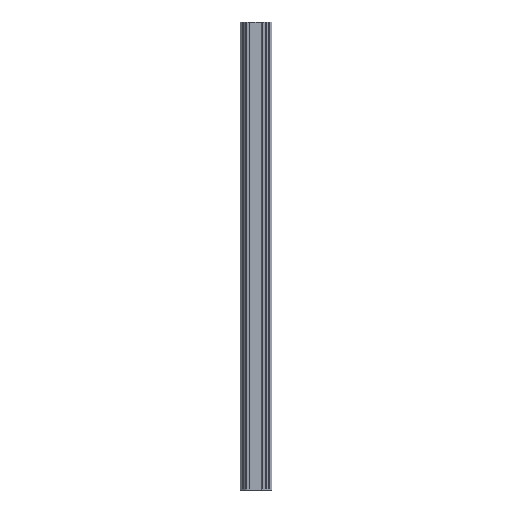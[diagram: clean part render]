
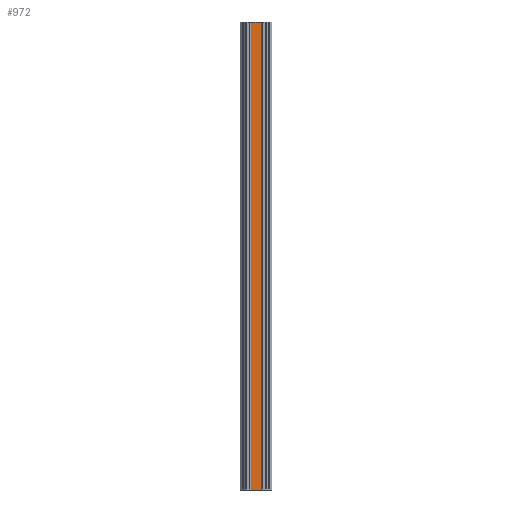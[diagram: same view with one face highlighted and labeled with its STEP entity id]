
A CAD part, left-side view. The second image highlights one B-rep face of the part: STEP entity #972.
In plain terms, the highlighted planar face has unit normal (-1, 0, 0).
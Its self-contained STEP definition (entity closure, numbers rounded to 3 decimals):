
#52 = CARTESIAN_POINT ( 'NONE',  ( -2., -20.5, 0. ) ) ;
#88 = EDGE_CURVE ( 'NONE', #874, #691, #708, .T. ) ;
#100 = CARTESIAN_POINT ( 'NONE',  ( -2., 0., 0. ) ) ;
#116 = PLANE ( 'NONE',  #196 ) ;
#119 = CARTESIAN_POINT ( 'NONE',  ( -2., 20.5, 0. ) ) ;
#183 = DIRECTION ( 'NONE',  ( 0., -1., 0. ) ) ;
#196 = AXIS2_PLACEMENT_3D ( 'NONE', #488, #887, #645 ) ;
#214 = VECTOR ( 'NONE', #183, 1000. ) ;
#228 = VECTOR ( 'NONE', #955, 1000. ) ;
#292 = VERTEX_POINT ( 'NONE', #692 ) ;
#297 = FACE_OUTER_BOUND ( 'NONE', #373, .T. ) ;
#341 = CARTESIAN_POINT ( 'NONE',  ( -2., -20.5, 0. ) ) ;
#359 = ORIENTED_EDGE ( 'NONE', *, *, #647, .T. ) ;
#373 = EDGE_LOOP ( 'NONE', ( #359, #916, #465, #631 ) ) ;
#465 = ORIENTED_EDGE ( 'NONE', *, *, #658, .F. ) ;
#476 = VECTOR ( 'NONE', #516, 1000. ) ;
#488 = CARTESIAN_POINT ( 'NONE',  ( -2., 0., 0. ) ) ;
#514 = LINE ( 'NONE', #100, #214 ) ;
#516 = DIRECTION ( 'NONE',  ( 0., 0., -1. ) ) ;
#525 = CARTESIAN_POINT ( 'NONE',  ( -2., 20.5, 0. ) ) ;
#631 = ORIENTED_EDGE ( 'NONE', *, *, #737, .T. ) ;
#645 = DIRECTION ( 'NONE',  ( 0., -1., 0. ) ) ;
#647 = EDGE_CURVE ( 'NONE', #870, #691, #514, .T. ) ;
#658 = EDGE_CURVE ( 'NONE', #292, #874, #850, .T. ) ;
#691 = VERTEX_POINT ( 'NONE', #52 ) ;
#692 = CARTESIAN_POINT ( 'NONE',  ( -2., 20.5, 1800. ) ) ;
#708 = LINE ( 'NONE', #341, #982 ) ;
#726 = CARTESIAN_POINT ( 'NONE',  ( -2., 0., 1800. ) ) ;
#737 = EDGE_CURVE ( 'NONE', #292, #870, #979, .T. ) ;
#752 = CARTESIAN_POINT ( 'NONE',  ( -2., -20.5, 1800. ) ) ;
#850 = LINE ( 'NONE', #726, #228 ) ;
#860 = DIRECTION ( 'NONE',  ( 0., 0., -1. ) ) ;
#870 = VERTEX_POINT ( 'NONE', #525 ) ;
#874 = VERTEX_POINT ( 'NONE', #752 ) ;
#887 = DIRECTION ( 'NONE',  ( -1., 0., 0. ) ) ;
#916 = ORIENTED_EDGE ( 'NONE', *, *, #88, .F. ) ;
#955 = DIRECTION ( 'NONE',  ( 0., -1., 0. ) ) ;
#972 = ADVANCED_FACE ( 'NONE', ( #297 ), #116, .T. ) ;
#979 = LINE ( 'NONE', #119, #476 ) ;
#982 = VECTOR ( 'NONE', #860, 1000. ) ;
